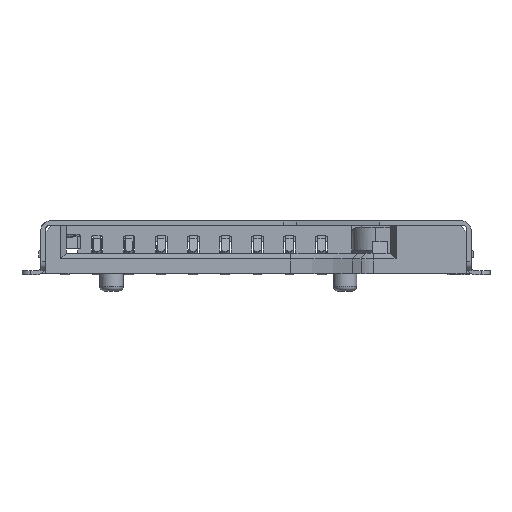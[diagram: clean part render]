
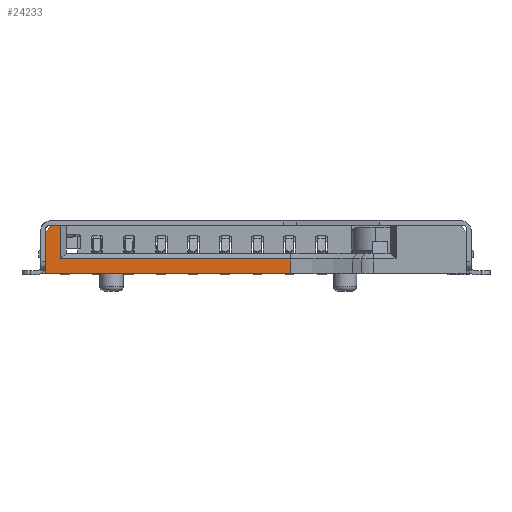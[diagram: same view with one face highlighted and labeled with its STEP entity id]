
A CAD part, front view. The second image highlights one B-rep face of the part: STEP entity #24233.
In plain terms, the highlighted planar face has unit normal (0, -1, 0).
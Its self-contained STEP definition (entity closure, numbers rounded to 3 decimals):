
#547=FACE_OUTER_BOUND('',#1776,.T.);
#1776=EDGE_LOOP('',(#15892,#15893,#15894,#15895,#15896,#15897,#15898));
#3388=LINE('',#33693,#6286);
#3497=LINE('',#33968,#6395);
#3795=LINE('',#34700,#6693);
#3950=LINE('',#34994,#6848);
#3951=LINE('',#34997,#6849);
#3952=LINE('',#34999,#6850);
#3953=LINE('',#35000,#6851);
#6286=VECTOR('',#27182,213.125);
#6395=VECTOR('',#27365,7.62);
#6693=VECTOR('',#27869,36.83);
#6848=VECTOR('',#28064,7.184);
#6849=VECTOR('',#28067,12.7);
#6850=VECTOR('',#28068,200.425);
#6851=VECTOR('',#28069,29.21);
#9186=VERTEX_POINT('',#33690);
#9187=VERTEX_POINT('',#33692);
#9315=VERTEX_POINT('',#33965);
#9316=VERTEX_POINT('',#33967);
#9582=VERTEX_POINT('',#34699);
#9702=VERTEX_POINT('',#34996);
#9703=VERTEX_POINT('',#34998);
#11491=EDGE_CURVE('',#9187,#9186,#3388,.T.);
#11628=EDGE_CURVE('',#9315,#9316,#3497,.T.);
#11964=EDGE_CURVE('',#9187,#9582,#3795,.T.);
#12119=EDGE_CURVE('',#9315,#9582,#3950,.T.);
#12120=EDGE_CURVE('',#9702,#9186,#3951,.T.);
#12121=EDGE_CURVE('',#9703,#9702,#3952,.T.);
#12122=EDGE_CURVE('',#9703,#9316,#3953,.T.);
#15892=ORIENTED_EDGE('',*,*,#12120,.F.);
#15893=ORIENTED_EDGE('',*,*,#12121,.F.);
#15894=ORIENTED_EDGE('',*,*,#12122,.T.);
#15895=ORIENTED_EDGE('',*,*,#11628,.F.);
#15896=ORIENTED_EDGE('',*,*,#12119,.T.);
#15897=ORIENTED_EDGE('',*,*,#11964,.F.);
#15898=ORIENTED_EDGE('',*,*,#11491,.T.);
#22087=PLANE('',#25530);
#24233=ADVANCED_FACE('',(#547),#22087,.F.);
#25530=AXIS2_PLACEMENT_3D('',#34995,#28065,#28066);
#27182=DIRECTION('',(1.,0.,0.));
#27365=DIRECTION('',(1.,0.,0.));
#27869=DIRECTION('',(0.,0.,1.));
#28064=DIRECTION('',(-0.707,0.,-0.707));
#28065=DIRECTION('center_axis',(0.,1.,0.));
#28066=DIRECTION('ref_axis',(0.,0.,1.));
#28067=DIRECTION('',(0.,0.,-1.));
#28068=DIRECTION('',(1.,0.,0.));
#28069=DIRECTION('',(0.,0.,1.));
#33690=CARTESIAN_POINT('',(213.125,17.78,-41.91));
#33692=CARTESIAN_POINT('',(0.,17.78,-41.91));
#33693=CARTESIAN_POINT('',(0.,17.78,-41.91));
#33965=CARTESIAN_POINT('',(5.08,17.78,0.));
#33967=CARTESIAN_POINT('',(12.7,17.78,0.));
#33968=CARTESIAN_POINT('',(5.08,17.78,0.));
#34699=CARTESIAN_POINT('',(0.,17.78,-5.08));
#34700=CARTESIAN_POINT('',(0.,17.78,-41.91));
#34994=CARTESIAN_POINT('',(5.08,17.78,0.));
#34995=CARTESIAN_POINT('Origin',(106.563,17.78,-42.748));
#34996=CARTESIAN_POINT('',(213.125,17.78,-29.21));
#34997=CARTESIAN_POINT('',(213.125,17.78,-29.21));
#34998=CARTESIAN_POINT('',(12.7,17.78,-29.21));
#34999=CARTESIAN_POINT('',(12.7,17.78,-29.21));
#35000=CARTESIAN_POINT('',(12.7,17.78,-29.21));
